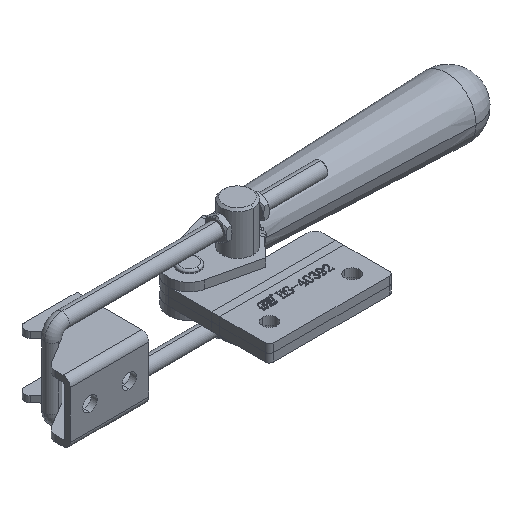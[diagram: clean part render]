
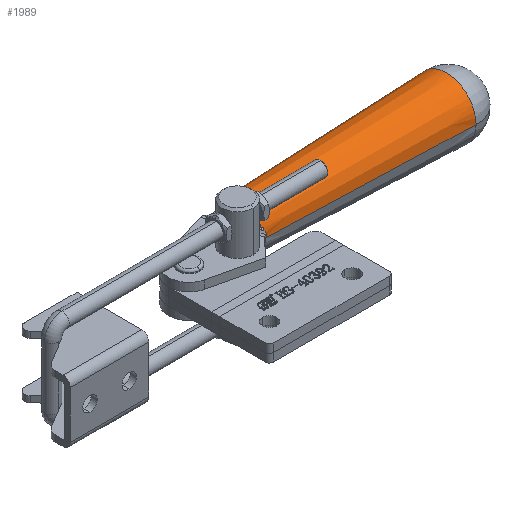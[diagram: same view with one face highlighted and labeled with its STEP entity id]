
A CAD part, isometric view. The second image highlights one B-rep face of the part: STEP entity #1989.
In plain terms, the highlighted conical face has half-angle 2 degrees and reference radius 11 mm.
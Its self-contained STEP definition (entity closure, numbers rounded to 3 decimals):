
#1989 = ADVANCED_FACE ( 'NONE', ( #13257 ), #13272, .T. ) ;
#2277 = AXIS2_PLACEMENT_3D ( 'NONE', #22963, #22962, #22959 ) ;
#2709 = DIRECTION ( 'NONE',  ( 0., 0.999, -0.035 ) ) ;
#2727 = CARTESIAN_POINT ( 'NONE',  ( 0., 0., -11. ) ) ;
#2731 = CARTESIAN_POINT ( 'NONE',  ( 0., 0., 11. ) ) ;
#2733 = DIRECTION ( 'NONE',  ( 0., 0.999, 0.035 ) ) ;
#2741 = CARTESIAN_POINT ( 'NONE',  ( 0., 0., 0. ) ) ;
#2742 = DIRECTION ( 'NONE',  ( 0., -1., 0. ) ) ;
#2743 = DIRECTION ( 'NONE',  ( 0., 0., -1. ) ) ;
#2746 = CARTESIAN_POINT ( 'NONE',  ( 0., 99.477, 0. ) ) ;
#2747 = DIRECTION ( 'NONE',  ( 0., -1., 0. ) ) ;
#2748 = DIRECTION ( 'NONE',  ( 0., 0., -1. ) ) ;
#6228 = ORIENTED_EDGE ( 'NONE', *, *, #7046, .F. ) ;
#6229 = ORIENTED_EDGE ( 'NONE', *, *, #7052, .F. ) ;
#6230 = ORIENTED_EDGE ( 'NONE', *, *, #7047, .T. ) ;
#6231 = ORIENTED_EDGE ( 'NONE', *, *, #7053, .T. ) ;
#7046 = EDGE_CURVE ( 'NONE', #20954, #20879, #10013, .T. ) ;
#7047 = EDGE_CURVE ( 'NONE', #20881, #20874, #10015, .T. ) ;
#7052 = EDGE_CURVE ( 'NONE', #20881, #20954, #10023, .T. ) ;
#7053 = EDGE_CURVE ( 'NONE', #20874, #20879, #10027, .T. ) ;
#10013 = LINE ( 'NONE', #2727, #10016 ) ;
#10015 = LINE ( 'NONE', #2731, #10018 ) ;
#10016 = VECTOR ( 'NONE', #2709, 1000. ) ;
#10018 = VECTOR ( 'NONE', #2733, 1000. ) ;
#10023 = CIRCLE ( 'NONE', #11078, 11. ) ;
#10027 = CIRCLE ( 'NONE', #11080, 14.474 ) ;
#11078 = AXIS2_PLACEMENT_3D ( 'NONE', #2741, #2742, #2743 ) ;
#11080 = AXIS2_PLACEMENT_3D ( 'NONE', #2746, #2747, #2748 ) ;
#12586 = CARTESIAN_POINT ( 'NONE',  ( 0., 99.477, 14.474 ) ) ;
#12587 = CARTESIAN_POINT ( 'NONE',  ( 0., 0., 11. ) ) ;
#12589 = CARTESIAN_POINT ( 'NONE',  ( 0., 99.477, -14.474 ) ) ;
#12634 = CARTESIAN_POINT ( 'NONE',  ( 0., 0., -11. ) ) ;
#13257 = FACE_OUTER_BOUND ( 'NONE', #20116, .T. ) ;
#13272 = CONICAL_SURFACE ( 'NONE', #2277, 11., 0.035 ) ;
#20116 = EDGE_LOOP ( 'NONE', ( #6228, #6229, #6230, #6231 ) ) ;
#20874 = VERTEX_POINT ( 'NONE', #12586 ) ;
#20879 = VERTEX_POINT ( 'NONE', #12589 ) ;
#20881 = VERTEX_POINT ( 'NONE', #12587 ) ;
#20954 = VERTEX_POINT ( 'NONE', #12634 ) ;
#22959 = DIRECTION ( 'NONE',  ( 0., 0., 1. ) ) ;
#22962 = DIRECTION ( 'NONE',  ( 0., 1., 0. ) ) ;
#22963 = CARTESIAN_POINT ( 'NONE',  ( 0., 0., 0. ) ) ;
